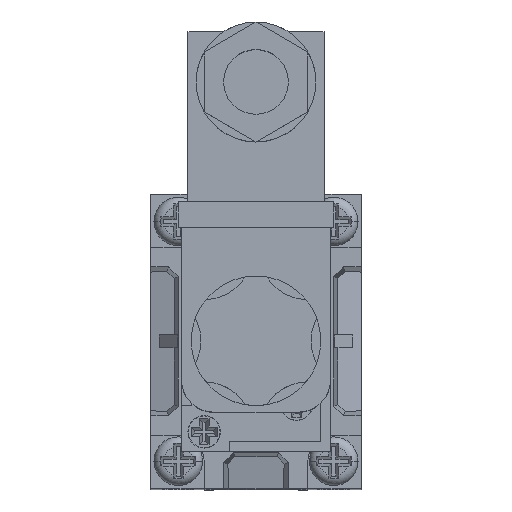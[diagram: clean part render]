
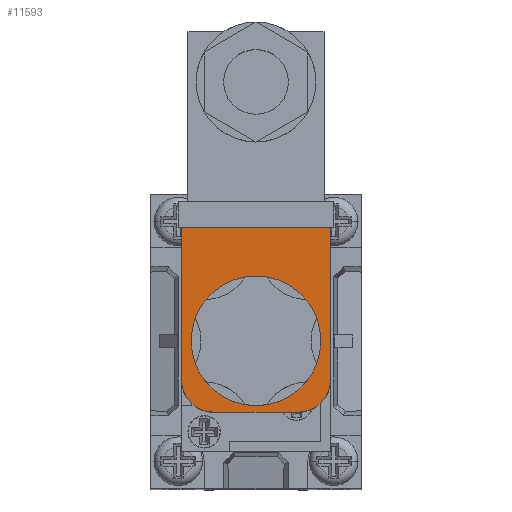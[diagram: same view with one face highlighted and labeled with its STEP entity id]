
A CAD part, top view. The second image highlights one B-rep face of the part: STEP entity #11593.
In plain terms, the highlighted face is planar.
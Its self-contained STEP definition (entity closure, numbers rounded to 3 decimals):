
#3495 = EDGE_CURVE ( 'NONE', #10530, #10531, #7109, .T. ) ;
#3616 = EDGE_CURVE ( 'NONE', #10499, #10498, #7290, .T. ) ;
#3618 = EDGE_CURVE ( 'NONE', #10498, #10496, #7294, .T. ) ;
#3620 = EDGE_CURVE ( 'NONE', #10496, #10495, #7297, .T. ) ;
#3622 = EDGE_CURVE ( 'NONE', #10495, #10494, #7304, .T. ) ;
#3625 = EDGE_CURVE ( 'NONE', #10494, #10493, #7302, .T. ) ;
#3627 = EDGE_CURVE ( 'NONE', #10493, #10499, #7309, .T. ) ;
#3629 = EDGE_CURVE ( 'NONE', #10531, #10530, #7312, .T. ) ;
#5052 = FACE_OUTER_BOUND ( 'NONE', #8576, .T. ) ;
#5053 = FACE_BOUND ( 'NONE', #8575, .T. ) ;
#5237 = PLANE ( 'NONE',  #15398 ) ;
#5238 = CARTESIAN_POINT ( 'NONE',  ( 0., -9.25, 6.5 ) ) ;
#5240 = DIRECTION ( 'NONE',  ( 1., 0., 0. ) ) ;
#5242 = DIRECTION ( 'NONE',  ( 0., 0., -1. ) ) ;
#7109 = CIRCLE ( 'NONE', #15145, 10. ) ;
#7290 = LINE ( 'NONE', #9474, #7292 ) ;
#7292 = VECTOR ( 'NONE', #9473, 1000. ) ;
#7294 = LINE ( 'NONE', #9472, #7296 ) ;
#7296 = VECTOR ( 'NONE', #9470, 1000. ) ;
#7297 = LINE ( 'NONE', #9469, #7299 ) ;
#7299 = VECTOR ( 'NONE', #9468, 1000. ) ;
#7302 = LINE ( 'NONE', #9459, #7306 ) ;
#7304 = CIRCLE ( 'NONE', #15174, 5. ) ;
#7306 = VECTOR ( 'NONE', #9458, 1000. ) ;
#7309 = CIRCLE ( 'NONE', #15175, 5. ) ;
#7312 = CIRCLE ( 'NONE', #15176, 10. ) ;
#8575 = EDGE_LOOP ( 'NONE', ( #9733, #9734 ) ) ;
#8576 = EDGE_LOOP ( 'NONE', ( #9727, #9728, #9729, #9730, #9731, #9732 ) ) ;
#9450 = DIRECTION ( 'NONE',  ( 0., 0., 1. ) ) ;
#9451 = DIRECTION ( 'NONE',  ( -1., 0., 0. ) ) ;
#9453 = CARTESIAN_POINT ( 'NONE',  ( 0., -3.25, 0. ) ) ;
#9455 = DIRECTION ( 'NONE',  ( 0., 0., 1. ) ) ;
#9456 = DIRECTION ( 'NONE',  ( 1., 0., 0. ) ) ;
#9457 = CARTESIAN_POINT ( 'NONE',  ( 0., -9.25, -6.5 ) ) ;
#9458 = DIRECTION ( 'NONE',  ( 0., 0., -1. ) ) ;
#9459 = CARTESIAN_POINT ( 'NONE',  ( 0., -14.25, 6.5 ) ) ;
#9460 = DIRECTION ( 'NONE',  ( 0., 0., 1. ) ) ;
#9461 = DIRECTION ( 'NONE',  ( -1., 0., 0. ) ) ;
#9462 = DIRECTION ( 'NONE',  ( 0., 0., -1. ) ) ;
#9463 = CARTESIAN_POINT ( 'NONE',  ( 0., -3.25, 0. ) ) ;
#9465 = DIRECTION ( 'NONE',  ( 1., 0., 0. ) ) ;
#9466 = CARTESIAN_POINT ( 'NONE',  ( 0., -9.25, 6.5 ) ) ;
#9468 = DIRECTION ( 'NONE',  ( 0., -1., 0. ) ) ;
#9469 = CARTESIAN_POINT ( 'NONE',  ( 0., -9.25, 11.5 ) ) ;
#9470 = DIRECTION ( 'NONE',  ( 0., 0., 1. ) ) ;
#9472 = CARTESIAN_POINT ( 'NONE',  ( 0., 14.25, 11.5 ) ) ;
#9473 = DIRECTION ( 'NONE',  ( 0., 1., 0. ) ) ;
#9474 = CARTESIAN_POINT ( 'NONE',  ( 0., -9.25, -11.5 ) ) ;
#9727 = ORIENTED_EDGE ( 'NONE', *, *, #3616, .T. ) ;
#9728 = ORIENTED_EDGE ( 'NONE', *, *, #3618, .T. ) ;
#9729 = ORIENTED_EDGE ( 'NONE', *, *, #3620, .T. ) ;
#9730 = ORIENTED_EDGE ( 'NONE', *, *, #3622, .T. ) ;
#9731 = ORIENTED_EDGE ( 'NONE', *, *, #3625, .T. ) ;
#9732 = ORIENTED_EDGE ( 'NONE', *, *, #3627, .T. ) ;
#9733 = ORIENTED_EDGE ( 'NONE', *, *, #3495, .T. ) ;
#9734 = ORIENTED_EDGE ( 'NONE', *, *, #3629, .T. ) ;
#10493 = VERTEX_POINT ( 'NONE', #12746 ) ;
#10494 = VERTEX_POINT ( 'NONE', #12747 ) ;
#10495 = VERTEX_POINT ( 'NONE', #12748 ) ;
#10496 = VERTEX_POINT ( 'NONE', #12749 ) ;
#10498 = VERTEX_POINT ( 'NONE', #12751 ) ;
#10499 = VERTEX_POINT ( 'NONE', #12752 ) ;
#10530 = VERTEX_POINT ( 'NONE', #12783 ) ;
#10531 = VERTEX_POINT ( 'NONE', #12784 ) ;
#11593 = ADVANCED_FACE ( 'NONE', ( #5052, #5053 ), #5237, .T. ) ;
#12746 = CARTESIAN_POINT ( 'NONE',  ( 0., -14.25, -6.5 ) ) ;
#12747 = CARTESIAN_POINT ( 'NONE',  ( 0., -14.25, 6.5 ) ) ;
#12748 = CARTESIAN_POINT ( 'NONE',  ( 0., -9.25, 11.5 ) ) ;
#12749 = CARTESIAN_POINT ( 'NONE',  ( 0., 14.25, 11.5 ) ) ;
#12751 = CARTESIAN_POINT ( 'NONE',  ( 0., 14.25, -11.5 ) ) ;
#12752 = CARTESIAN_POINT ( 'NONE',  ( 0., -9.25, -11.5 ) ) ;
#12783 = CARTESIAN_POINT ( 'NONE',  ( 0., -3.25, 10. ) ) ;
#12784 = CARTESIAN_POINT ( 'NONE',  ( 0., -3.25, -10. ) ) ;
#15145 = AXIS2_PLACEMENT_3D ( 'NONE', #9463, #9461, #9460 ) ;
#15174 = AXIS2_PLACEMENT_3D ( 'NONE', #9466, #9465, #9462 ) ;
#15175 = AXIS2_PLACEMENT_3D ( 'NONE', #9457, #9456, #9455 ) ;
#15176 = AXIS2_PLACEMENT_3D ( 'NONE', #9453, #9451, #9450 ) ;
#15398 = AXIS2_PLACEMENT_3D ( 'NONE', #5238, #5240, #5242 ) ;
